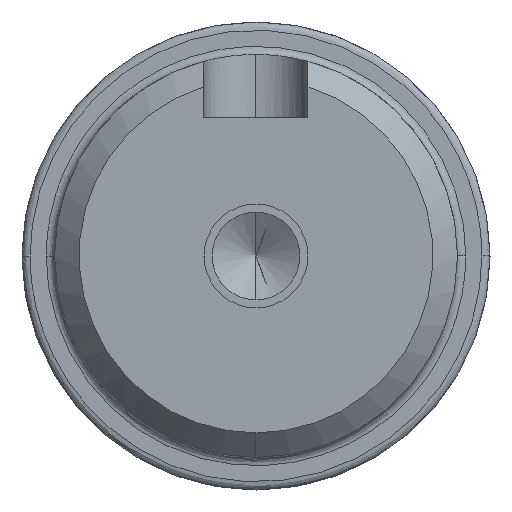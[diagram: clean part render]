
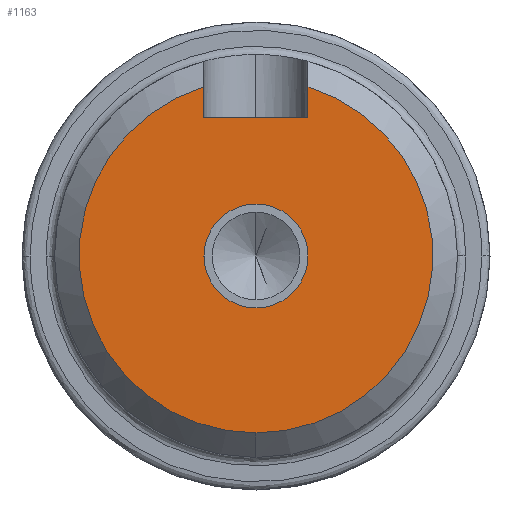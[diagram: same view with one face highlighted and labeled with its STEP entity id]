
A CAD part, left-side view. The second image highlights one B-rep face of the part: STEP entity #1163.
In plain terms, the highlighted planar face has unit normal (-1, 0, 0).
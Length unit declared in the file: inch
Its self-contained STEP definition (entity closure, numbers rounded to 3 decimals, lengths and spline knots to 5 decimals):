
#42 = CARTESIAN_POINT ( 'NONE',  ( -14.72177, 0., 0.66516 ) ) ;
#62 = EDGE_LOOP ( 'NONE', ( #600, #603 ) ) ;
#118 = DIRECTION ( 'NONE',  ( 1., 0., 0. ) ) ;
#133 = DIRECTION ( 'NONE',  ( 0., 1., 0. ) ) ;
#137 = DIRECTION ( 'NONE',  ( 1., 0., 0. ) ) ;
#174 = AXIS2_PLACEMENT_3D ( 'NONE', #457, #137, #133 ) ;
#178 = DIRECTION ( 'NONE',  ( 0., 0., 1. ) ) ;
#185 = DIRECTION ( 'NONE',  ( -1., 0., 0. ) ) ;
#194 = CARTESIAN_POINT ( 'NONE',  ( -14.72177, 0., 0. ) ) ;
#214 = AXIS2_PLACEMENT_3D ( 'NONE', #1687, #656, #1855 ) ;
#373 = CIRCLE ( 'NONE', #214, 0.25 ) ;
#391 = VERTEX_POINT ( 'NONE', #2120 ) ;
#396 = CARTESIAN_POINT ( 'NONE',  ( -14.72177, 0.25, 0.66516 ) ) ;
#457 = CARTESIAN_POINT ( 'NONE',  ( -14.72177, 0., 0. ) ) ;
#466 = AXIS2_PLACEMENT_3D ( 'NONE', #1098, #118, #1296 ) ;
#482 = PLANE ( 'NONE',  #174 ) ;
#495 = VECTOR ( 'NONE', #1103, 39.37008 ) ;
#501 = VERTEX_POINT ( 'NONE', #396 ) ;
#517 = LINE ( 'NONE', #1008, #495 ) ;
#520 = CIRCLE ( 'NONE', #690, 0.85059 ) ;
#539 = VECTOR ( 'NONE', #1084, 39.37008 ) ;
#544 = AXIS2_PLACEMENT_3D ( 'NONE', #194, #185, #178 ) ;
#548 = ORIENTED_EDGE ( 'NONE', *, *, #866, .T. ) ;
#567 = ORIENTED_EDGE ( 'NONE', *, *, #827, .F. ) ;
#574 = VERTEX_POINT ( 'NONE', #886 ) ;
#600 = ORIENTED_EDGE ( 'NONE', *, *, #1020, .F. ) ;
#603 = ORIENTED_EDGE ( 'NONE', *, *, #1815, .F. ) ;
#620 = LINE ( 'NONE', #42, #703 ) ;
#630 = CIRCLE ( 'NONE', #466, 0.85059 ) ;
#655 = LINE ( 'NONE', #1116, #539 ) ;
#656 = DIRECTION ( 'NONE',  ( -1., 0., 0. ) ) ;
#676 = CIRCLE ( 'NONE', #544, 0.25 ) ;
#690 = AXIS2_PLACEMENT_3D ( 'NONE', #998, #992, #988 ) ;
#703 = VECTOR ( 'NONE', #1235, 39.37008 ) ;
#827 = EDGE_CURVE ( 'NONE', #501, #851, #620, .T. ) ;
#848 = EDGE_CURVE ( 'NONE', #501, #894, #655, .T. ) ;
#851 = VERTEX_POINT ( 'NONE', #1065 ) ;
#859 = EDGE_CURVE ( 'NONE', #574, #894, #520, .T. ) ;
#866 = EDGE_CURVE ( 'NONE', #391, #851, #517, .T. ) ;
#886 = CARTESIAN_POINT ( 'NONE',  ( -14.72177, 0., -0.85059 ) ) ;
#894 = VERTEX_POINT ( 'NONE', #932 ) ;
#932 = CARTESIAN_POINT ( 'NONE',  ( -14.72177, 0.25, 0.81302 ) ) ;
#988 = DIRECTION ( 'NONE',  ( 0., 0., -1. ) ) ;
#992 = DIRECTION ( 'NONE',  ( 1., 0., 0. ) ) ;
#998 = CARTESIAN_POINT ( 'NONE',  ( -14.72177, 0., 0. ) ) ;
#1001 = EDGE_LOOP ( 'NONE', ( #1912, #1393, #1374, #548, #567 ) ) ;
#1008 = CARTESIAN_POINT ( 'NONE',  ( -14.72177, -0.25, 0.66516 ) ) ;
#1020 = EDGE_CURVE ( 'NONE', #1291, #1229, #676, .T. ) ;
#1065 = CARTESIAN_POINT ( 'NONE',  ( -14.72177, -0.25, 0.66516 ) ) ;
#1084 = DIRECTION ( 'NONE',  ( 0., 0., 1. ) ) ;
#1098 = CARTESIAN_POINT ( 'NONE',  ( -14.72177, 0., 0. ) ) ;
#1103 = DIRECTION ( 'NONE',  ( 0., 0., -1. ) ) ;
#1116 = CARTESIAN_POINT ( 'NONE',  ( -14.72177, 0.25, 0.66516 ) ) ;
#1163 = ADVANCED_FACE ( 'NONE', ( #2091, #2118 ), #482, .F. ) ;
#1229 = VERTEX_POINT ( 'NONE', #1419 ) ;
#1235 = DIRECTION ( 'NONE',  ( 0., -1., 0. ) ) ;
#1291 = VERTEX_POINT ( 'NONE', #1365 ) ;
#1296 = DIRECTION ( 'NONE',  ( 0., 0., -1. ) ) ;
#1365 = CARTESIAN_POINT ( 'NONE',  ( -14.72177, 0., 0.25 ) ) ;
#1374 = ORIENTED_EDGE ( 'NONE', *, *, #1662, .F. ) ;
#1393 = ORIENTED_EDGE ( 'NONE', *, *, #859, .F. ) ;
#1419 = CARTESIAN_POINT ( 'NONE',  ( -14.72177, 0., -0.25 ) ) ;
#1662 = EDGE_CURVE ( 'NONE', #391, #574, #630, .T. ) ;
#1687 = CARTESIAN_POINT ( 'NONE',  ( -14.72177, 0., 0. ) ) ;
#1815 = EDGE_CURVE ( 'NONE', #1229, #1291, #373, .T. ) ;
#1855 = DIRECTION ( 'NONE',  ( 0., 0., 1. ) ) ;
#1912 = ORIENTED_EDGE ( 'NONE', *, *, #848, .T. ) ;
#2091 = FACE_OUTER_BOUND ( 'NONE', #1001, .T. ) ;
#2118 = FACE_BOUND ( 'NONE', #62, .T. ) ;
#2120 = CARTESIAN_POINT ( 'NONE',  ( -14.72177, -0.25, 0.81302 ) ) ;
